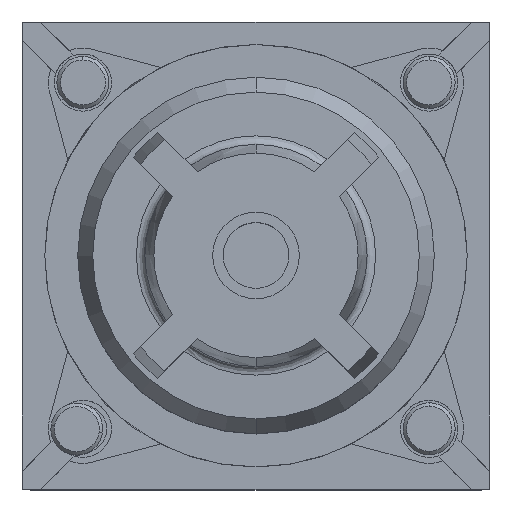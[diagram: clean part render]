
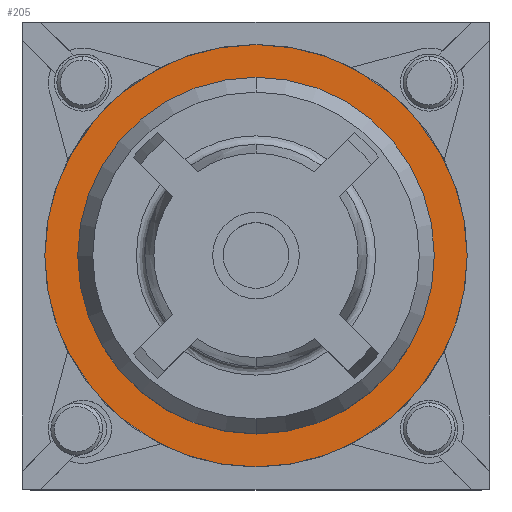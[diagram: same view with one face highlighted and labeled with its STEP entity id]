
A CAD part, top view. The second image highlights one B-rep face of the part: STEP entity #205.
In plain terms, the highlighted planar face has unit normal (0, 0, 1).
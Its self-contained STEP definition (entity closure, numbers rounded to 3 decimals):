
#205=ADVANCED_FACE('',(#670,#671),#672,.T.);
#670=FACE_OUTER_BOUND('',#1483,.T.);
#671=FACE_BOUND('',#1484,.T.);
#672=PLANE('',#1485);
#1483=EDGE_LOOP('',(#2892,#2893));
#1484=EDGE_LOOP('',(#2894,#2895));
#1485=AXIS2_PLACEMENT_3D('',#2896,#2897,#2898);
#2892=ORIENTED_EDGE('',*,*,#5311,.T.);
#2893=ORIENTED_EDGE('',*,*,#5282,.T.);
#2894=ORIENTED_EDGE('',*,*,#5337,.T.);
#2895=ORIENTED_EDGE('',*,*,#5338,.T.);
#2896=CARTESIAN_POINT('',(0.0,0.0,-0.5));
#2897=DIRECTION('',(0.0,0.0,1.0));
#2898=DIRECTION('',(1.0,0.0,0.0));
#5282=EDGE_CURVE('',#6313,#6311,#6314,.T.);
#5311=EDGE_CURVE('',#6311,#6313,#6353,.T.);
#5337=EDGE_CURVE('',#6389,#6390,#6391,.T.);
#5338=EDGE_CURVE('',#6390,#6389,#6392,.T.);
#6311=VERTEX_POINT('',#7870);
#6313=VERTEX_POINT('',#7873);
#6314=CIRCLE('',#7874,12.2);
#6353=CIRCLE('',#7931,12.2);
#6389=VERTEX_POINT('',#7982);
#6390=VERTEX_POINT('',#7983);
#6391=CIRCLE('',#7984,10.3);
#6392=CIRCLE('',#7985,10.3);
#7870=CARTESIAN_POINT('',(-12.2,0.0,-0.5));
#7873=CARTESIAN_POINT('',(12.2,0.0,-0.5));
#7874=AXIS2_PLACEMENT_3D('',#9878,#9879,#9880);
#7931=AXIS2_PLACEMENT_3D('',#9929,#9930,#9931);
#7982=CARTESIAN_POINT('',(0.0,10.3,-0.5));
#7983=CARTESIAN_POINT('',(0.0,-10.3,-0.5));
#7984=AXIS2_PLACEMENT_3D('',#9977,#9978,#9979);
#7985=AXIS2_PLACEMENT_3D('',#9980,#9981,#9982);
#9878=CARTESIAN_POINT('',(0.0,0.0,-0.5));
#9879=DIRECTION('',(0.0,0.0,1.0));
#9880=DIRECTION('',(1.0,0.0,0.0));
#9929=CARTESIAN_POINT('',(0.0,0.0,-0.5));
#9930=DIRECTION('',(0.0,0.0,1.0));
#9931=DIRECTION('',(-1.0,0.0,0.0));
#9977=CARTESIAN_POINT('',(0.0,0.0,-0.5));
#9978=DIRECTION('',(0.0,0.0,-1.0));
#9979=DIRECTION('',(0.0,1.0,0.0));
#9980=CARTESIAN_POINT('',(0.0,0.0,-0.5));
#9981=DIRECTION('',(0.0,0.0,-1.0));
#9982=DIRECTION('',(0.0,-1.0,0.0));
